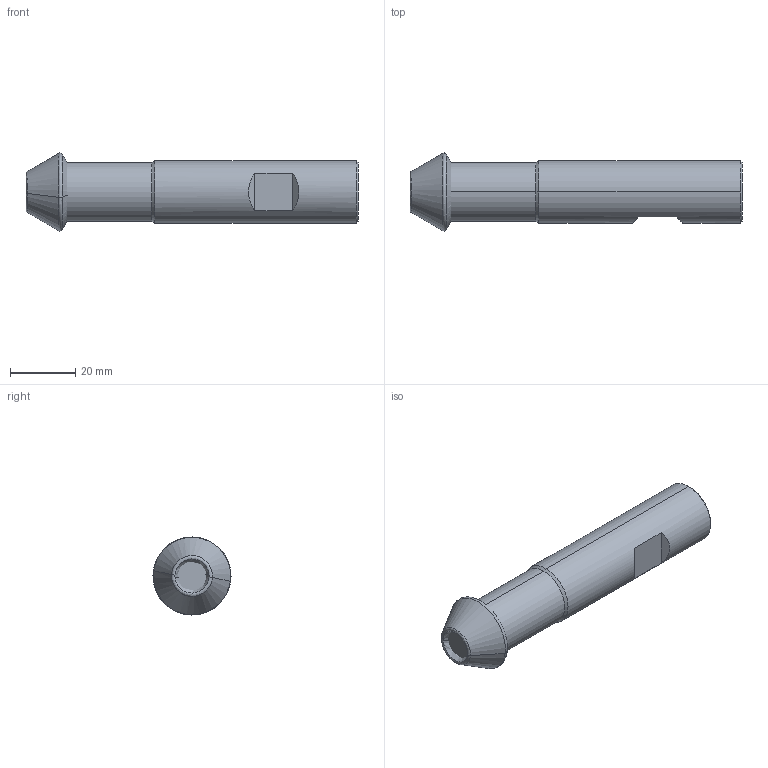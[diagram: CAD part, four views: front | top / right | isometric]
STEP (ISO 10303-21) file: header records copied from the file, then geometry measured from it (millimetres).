
FILE_DESCRIPTION (( 'STEP AP203' ), '1' );
FILE_NAME ('CMD01-0.50''''-XP0.75''''-XP12-01.STEP', '2024-02-06T16:58:56', ( '' ), ( '' ), 'SwSTEP 2.0', 'SolidWorks 2022', '' );
FILE_SCHEMA (( 'CONFIG_CONTROL_DESIGN' ));
Length unit declared in the file: inch
Products named in the file (3): CMD01-0.50''''-XP0.75''''-XP12-01; CMD01-0.50''''-XP0.75''''-XP12-01_2
Assembly tree (2 placements, depth 2):
  CMD01-0.50''''-XP0.75''''-XP12-01
    CMD01-0.50''''-XP0.75''''-XP12-01
    CMD01-0.50''''-XP0.75''''-XP12-01_2
Bounding box: 101.6 x 23.9 x 23.9 mm (x, y, z)
Volume: 30869.8 mm3; surface area: 7837.4 mm2
Topology: 2 solids, 2 shells, 41 faces, 86 edges, 47 vertices
Faces by surface type: bspline 18, cone 12, cylinder 6, plane 5
Entity records: 1579 total; most frequent: CARTESIAN_POINT 461, DIRECTION 182, ORIENTED_EDGE 168, EDGE_CURVE 84, AXIS2_PLACEMENT_3D 80, CIRCLE 52, VERTEX_POINT 47, EDGE_LOOP 43
